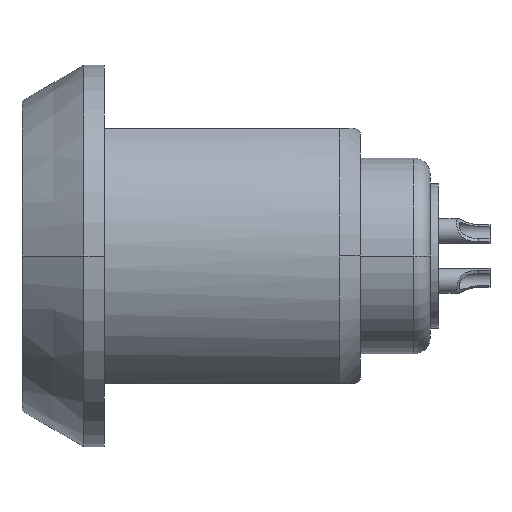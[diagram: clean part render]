
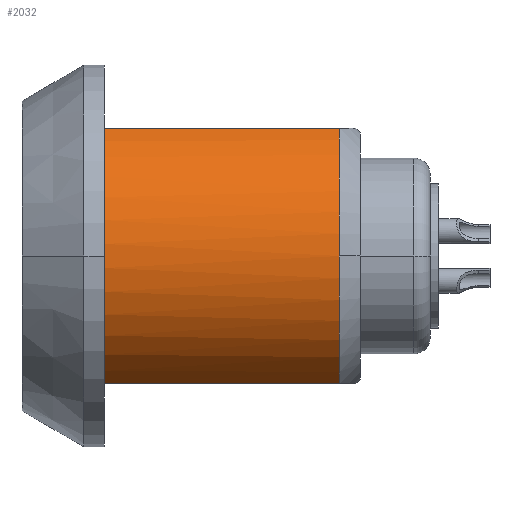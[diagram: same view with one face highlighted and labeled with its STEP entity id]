
A CAD part, front view. The second image highlights one B-rep face of the part: STEP entity #2032.
In plain terms, the highlighted cylindrical face has radius 7 mm (diameter 14 mm), a partial arc.
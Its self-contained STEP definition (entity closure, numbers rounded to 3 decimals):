
#306=CARTESIAN_POINT('',(0.,0.,0.));
#307=DIRECTION('',(-1.,0.,0.));
#308=DIRECTION('',(0.,-1.,0.));
#309=AXIS2_PLACEMENT_3D('',#306,#307,#308);
#311=CARTESIAN_POINT('',(0.,0.,0.));
#312=DIRECTION('',(-1.,0.,0.));
#313=DIRECTION('',(0.,-0.464,-0.886));
#314=AXIS2_PLACEMENT_3D('',#311,#312,#313);
#316=DIRECTION('',(1.,0.,0.));
#317=VECTOR('',#316,11.4);
#318=CARTESIAN_POINT('',(-11.4,-3.25,-6.2));
#319=LINE('',#318,#317);
#320=CARTESIAN_POINT('',(-11.4,0.,0.));
#321=DIRECTION('',(-1.,0.,0.));
#322=DIRECTION('',(0.,-0.464,-0.886));
#323=AXIS2_PLACEMENT_3D('',#320,#321,#322);
#325=DIRECTION('',(1.,0.,0.));
#326=VECTOR('',#325,11.4);
#327=CARTESIAN_POINT('',(-11.4,-3.25,6.2));
#328=LINE('',#327,#326);
#1361=CARTESIAN_POINT('',(-11.4,-3.25,6.2));
#1362=CARTESIAN_POINT('',(0.,-3.25,6.2));
#1363=VERTEX_POINT('',#1361);
#1364=VERTEX_POINT('',#1362);
#1365=CARTESIAN_POINT('',(-11.4,-3.25,-6.2));
#1366=CARTESIAN_POINT('',(0.,-3.25,-6.2));
#1367=VERTEX_POINT('',#1365);
#1368=VERTEX_POINT('',#1366);
#1397=CARTESIAN_POINT('',(0.,-7.,
0.));
#1398=VERTEX_POINT('',#1397);
#2017=CARTESIAN_POINT('',(-16.39,0.,0.));
#2018=DIRECTION('',(1.,0.,0.));
#2019=DIRECTION('',(0.,-1.,0.));
#2020=AXIS2_PLACEMENT_3D('',#2017,#2018,#2019);
#2021=CYLINDRICAL_SURFACE('',#2020,7.);
#2022=ORIENTED_EDGE('',*,*,#1960,.F.);
#2024=ORIENTED_EDGE('',*,*,#2023,.F.);
#2026=ORIENTED_EDGE('',*,*,#2025,.F.);
#2028=ORIENTED_EDGE('',*,*,#2027,.T.);
#2029=ORIENTED_EDGE('',*,*,#1980,.T.);
#2030=EDGE_LOOP('',(#2022,#2024,#2026,#2028,#2029));
#2031=FACE_OUTER_BOUND('',#2030,.F.);
#310=CIRCLE('',#309,7.);
#315=CIRCLE('',#314,7.);
#324=CIRCLE('',#323,7.);
#1960=EDGE_CURVE('',#1398,#1364,#310,.T.);
#1980=EDGE_CURVE('',#1363,#1364,#328,.T.);
#2023=EDGE_CURVE('',#1368,#1398,#315,.T.);
#2025=EDGE_CURVE('',#1367,#1368,#319,.T.);
#2027=EDGE_CURVE('',#1367,#1363,#324,.T.);
#2032=ADVANCED_FACE('',(#2031),#2021,.T.);
